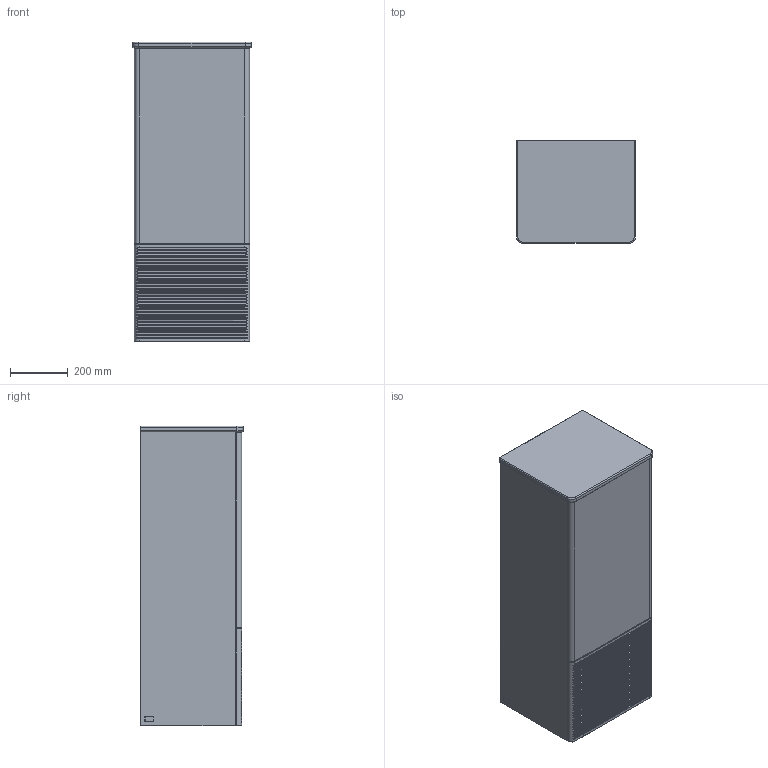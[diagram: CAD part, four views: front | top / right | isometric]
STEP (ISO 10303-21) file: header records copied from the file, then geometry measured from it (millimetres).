
FILE_DESCRIPTION((' '),'2;1');
FILE_NAME('K431_L431.stp','2023-04-05T08:13:33',(' '),(' '),' ','ACIS',' ');
FILE_SCHEMA(('CONFIG_CONTROL_DESIGN'));
Length unit declared in the file: millimetre
Products named in the file (13): K431_L431.stp; Körper1; Körper2; Körper3; Körper4; Körper5; Körper6; Körper7; Körper8; Körper9; Körper10; Körper11; Körper12
Assembly tree (12 placements, depth 2):
  K431_L431.stp
    Körper1
    Körper2
    Körper3
    Körper4
    Körper5
    Körper6
    Körper7
    Körper8
    Körper9
    Körper10
    Körper11
    Körper12
Bounding box: 412 x 356 x 1039 mm (x, y, z)
Volume: 31662056.9 mm3; surface area: 4554796.1 mm2
Topology: 12 solids, 12 shells, 304 faces, 778 edges, 496 vertices
Faces by surface type: plane 228, cylinder 56, cone 12, torus 4, sphere 4
Entity records: 13102 total; most frequent: CARTESIAN_POINT 3903, DIRECTION 1560, ORIENTED_EDGE 1548, EDGE_CURVE 774, AXIS2_PLACEMENT_3D 521, VECTOR 518, LINE 518, VERTEX_POINT 496
